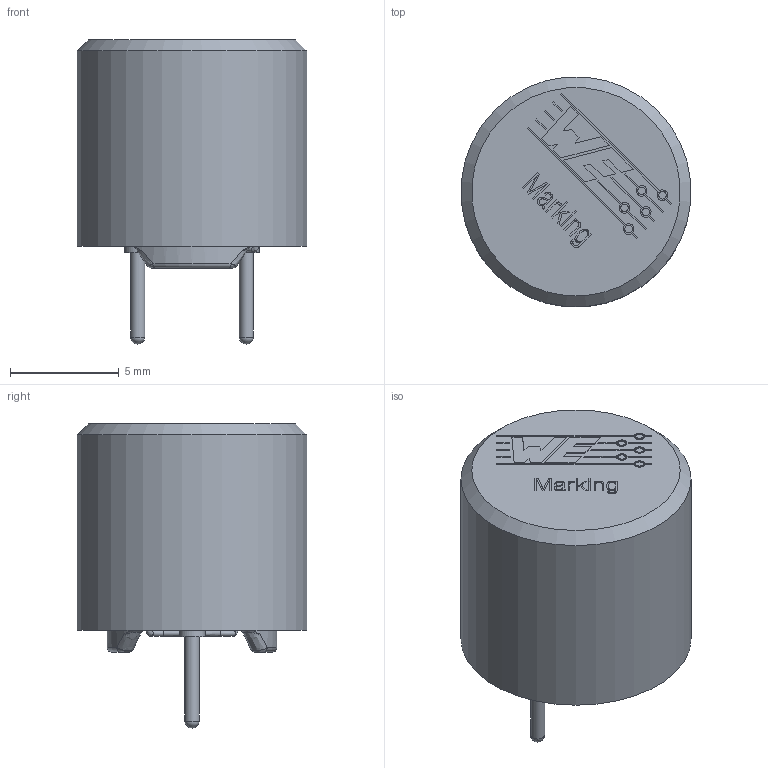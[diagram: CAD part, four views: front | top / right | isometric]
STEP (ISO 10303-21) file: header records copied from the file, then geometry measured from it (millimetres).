
FILE_DESCRIPTION(/* description */ ('Unknown'),/* implementation_level */ '2;1');
FILE_NAME(/* name */ 'L_Wurth_WE-TIS_1111',/* time_stamp */ '2022-03-07T14:08:00+08:00',/* author */ ('Unknown'),/* organization */ ('Unknown'),/* preprocessor_version */ 'ST-DEVELOPER v16.7',/* originating_system */ 'Solid Edge',/* authorisation */ 'Unknown');
FILE_SCHEMA (('AUTOMOTIVE_DESIGN {1 0 10303 214 3 1 1}'));
Length unit declared in the file: millimetre
Products named in the file (2): L_Wurth_WE-TIS_1111
Assembly tree (1 placements, depth 2):
  L_Wurth_WE-TIS_1111
    L_Wurth_WE-TIS_1111
Bounding box: 10.56 x 10.56 x 14 mm (x, y, z)
Volume: 597.9 mm3; surface area: 1377.1 mm2
Topology: 1 solids, 5 shells, 293 faces, 732 edges, 480 vertices
Faces by surface type: plane 210, cylinder 38, bspline 34, torus 6, cone 3, sphere 2
Full cylindrical faces by diameter (mm): 0.27 x4, 0.271 x3, 0.3 x1, 0.348 x5, 0.65 x2, 1.2 x2, 4 x1, 8.6 x1, 10.6 x1
Entity records: 14343 total; most frequent: CARTESIAN_POINT 5647, ORIENTED_EDGE 1362, DIRECTION 1224, EDGE_CURVE 681, LINE 528, VECTOR 528, VERTEX_POINT 467, EDGE_LOOP 364
